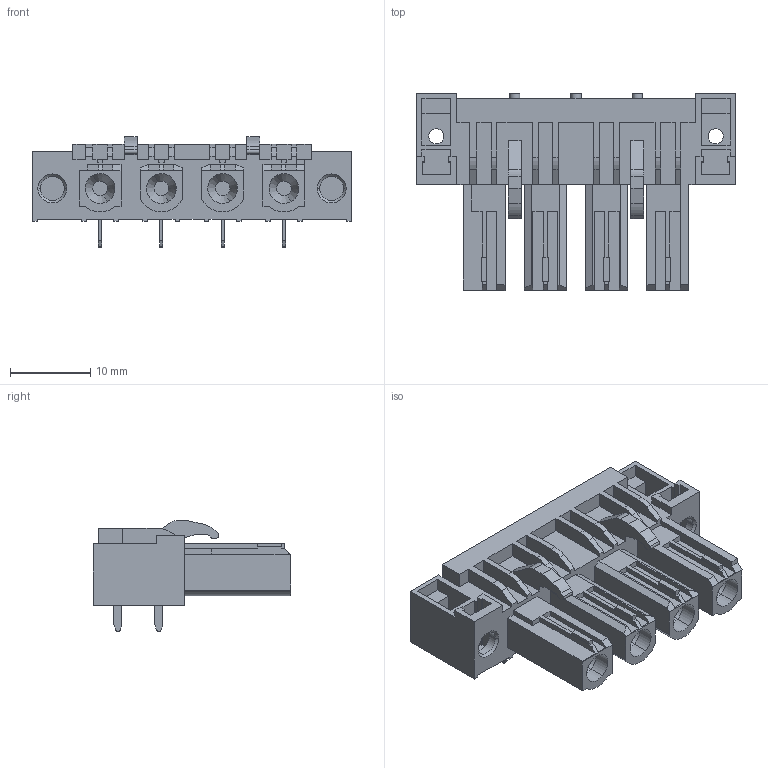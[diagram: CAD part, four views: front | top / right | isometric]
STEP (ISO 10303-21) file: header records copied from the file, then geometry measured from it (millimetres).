
FILE_DESCRIPTION(('CATIA V5 STEP Exchange','CAx-IF Rec.Pracs.--- Model Styling and Organization---1.2---2011-12-15'),'2;1');
FILE_NAME ('D1447585_0_1043290000_1043290000.stp','2018-09-18T06:06:03+00:00',('none'),('Weidmueller'),'CATIA Version 5-6 Release 2014','CATIA V5 STEP AP214','none');
FILE_SCHEMA(('AUTOMOTIVE_DESIGN { 1 0 10303 214 1 1 1 1 }'));
Length unit declared in the file: millimetre
Products named in the file (1): 1043290000
Bounding box: 39.66 x 24.54 x 13.74 mm (x, y, z)
Volume: 4493.9 mm3; surface area: 3947.3 mm2
Topology: 9 solids, 9 shells, 407 faces, 1115 edges, 741 vertices
Faces by surface type: plane 321, cylinder 70, cone 16
Entity records: 11828 total; most frequent: ORIENTED_EDGE 2230, CARTESIAN_POINT 2098, DIRECTION 1597, EDGE_CURVE 1115, VECTOR 959, LINE 959, VERTEX_POINT 741, EDGE_LOOP 434
